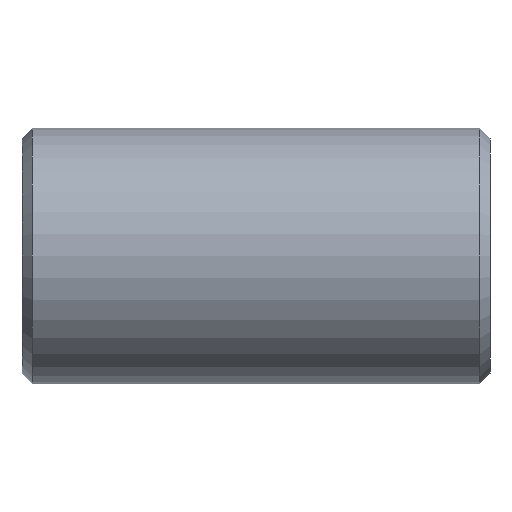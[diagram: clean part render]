
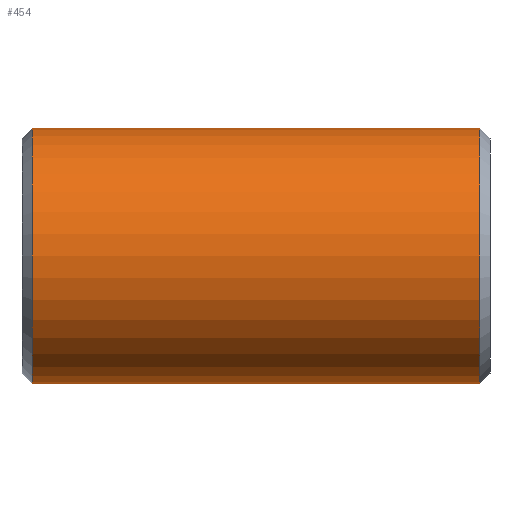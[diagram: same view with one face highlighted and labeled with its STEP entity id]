
A CAD part, front view. The second image highlights one B-rep face of the part: STEP entity #454.
In plain terms, the highlighted cylindrical face has radius 57.15 mm (diameter 114.3 mm), a partial arc.
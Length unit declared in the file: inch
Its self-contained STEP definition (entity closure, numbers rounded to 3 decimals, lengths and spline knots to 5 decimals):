
#21 = CARTESIAN_POINT ( 'NONE',  ( -3.943, 0., 2.25 ) ) ;
#26 = ORIENTED_EDGE ( 'NONE', *, *, #61, .T. ) ;
#35 = DIRECTION ( 'NONE',  ( 0., 0., 1. ) ) ;
#61 = EDGE_CURVE ( 'NONE', #333, #845, #570, .T. ) ;
#144 = CARTESIAN_POINT ( 'NONE',  ( 3.943, 0., 2.25 ) ) ;
#149 = FACE_OUTER_BOUND ( 'NONE', #571, .T. ) ;
#165 = CARTESIAN_POINT ( 'NONE',  ( 3.943, 0., -2.25 ) ) ;
#208 = EDGE_CURVE ( 'NONE', #845, #781, #401, .T. ) ;
#249 = ORIENTED_EDGE ( 'NONE', *, *, #297, .T. ) ;
#253 = CARTESIAN_POINT ( 'NONE',  ( 4.12, 0., 2.25 ) ) ;
#276 = DIRECTION ( 'NONE',  ( -1., 0., 0. ) ) ;
#278 = VECTOR ( 'NONE', #325, 39.37008 ) ;
#280 = DIRECTION ( 'NONE',  ( 1., 0., 0. ) ) ;
#287 = CARTESIAN_POINT ( 'NONE',  ( 3.943, 0., 0. ) ) ;
#291 = DIRECTION ( 'NONE',  ( -1., 0., 0. ) ) ;
#297 = EDGE_CURVE ( 'NONE', #773, #333, #734, .T. ) ;
#325 = DIRECTION ( 'NONE',  ( -1., 0., 0. ) ) ;
#332 = CYLINDRICAL_SURFACE ( 'NONE', #865, 2.25 ) ;
#333 = VERTEX_POINT ( 'NONE', #144 ) ;
#343 = DIRECTION ( 'NONE',  ( 0., 0., 1. ) ) ;
#395 = DIRECTION ( 'NONE',  ( -1., 0., 0. ) ) ;
#401 = CIRCLE ( 'NONE', #596, 2.25 ) ;
#426 = CARTESIAN_POINT ( 'NONE',  ( 4.12, 0., 0. ) ) ;
#437 = CARTESIAN_POINT ( 'NONE',  ( -3.943, 0., -2.25 ) ) ;
#453 = CARTESIAN_POINT ( 'NONE',  ( 4.12, 0., -2.25 ) ) ;
#454 = ADVANCED_FACE ( 'NONE', ( #149 ), #332, .T. ) ;
#467 = AXIS2_PLACEMENT_3D ( 'NONE', #287, #276, #588 ) ;
#497 = ORIENTED_EDGE ( 'NONE', *, *, #208, .T. ) ;
#515 = ORIENTED_EDGE ( 'NONE', *, *, #732, .F. ) ;
#570 = LINE ( 'NONE', #253, #278 ) ;
#571 = EDGE_LOOP ( 'NONE', ( #515, #249, #26, #497 ) ) ;
#588 = DIRECTION ( 'NONE',  ( 0., 0., -1. ) ) ;
#596 = AXIS2_PLACEMENT_3D ( 'NONE', #613, #280, #343 ) ;
#613 = CARTESIAN_POINT ( 'NONE',  ( -3.943, 0., 0. ) ) ;
#711 = VECTOR ( 'NONE', #395, 39.37008 ) ;
#732 = EDGE_CURVE ( 'NONE', #773, #781, #850, .T. ) ;
#734 = CIRCLE ( 'NONE', #467, 2.25 ) ;
#773 = VERTEX_POINT ( 'NONE', #165 ) ;
#781 = VERTEX_POINT ( 'NONE', #437 ) ;
#845 = VERTEX_POINT ( 'NONE', #21 ) ;
#850 = LINE ( 'NONE', #453, #711 ) ;
#865 = AXIS2_PLACEMENT_3D ( 'NONE', #426, #291, #35 ) ;
